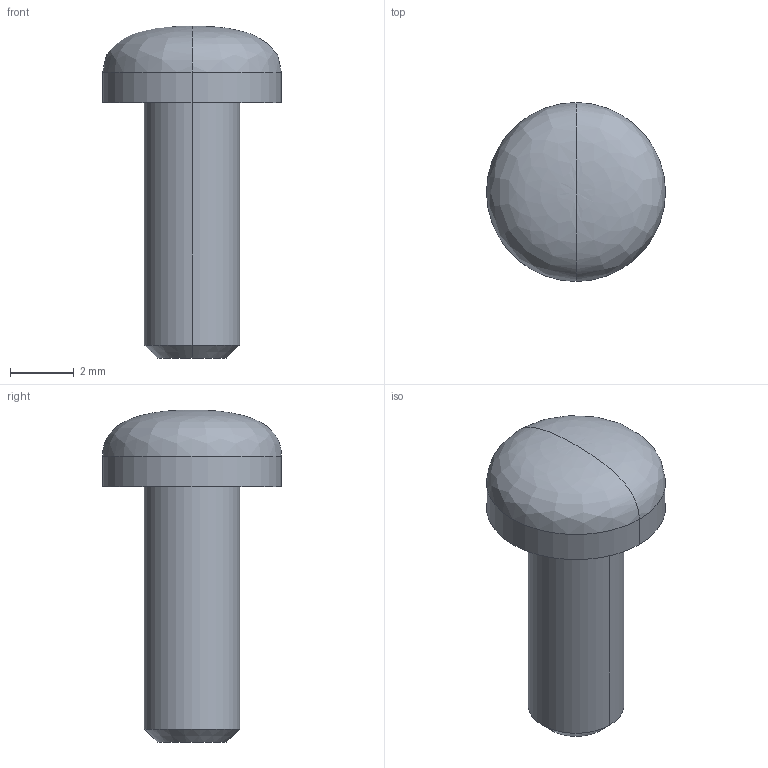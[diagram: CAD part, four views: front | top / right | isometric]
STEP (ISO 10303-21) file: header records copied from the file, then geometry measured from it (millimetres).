
FILE_DESCRIPTION((''),'2;1');
FILE_NAME('DELTA_PT-30-8','2011-01-05T',('Michael'),('EPFL'),'PRO/ENGINEER BY PARAMETRIC TECHNOLOGY CORPORATION, 2008490','PRO/ENGINEER BY PARAMETRIC TECHNOLOGY CORPORATION, 2008490','');
FILE_SCHEMA(('AUTOMOTIVE_DESIGN_CC06 { 1 0 10303 214 -2 1 8 1 }'));
Length unit declared in the file: millimetre
Products named in the file (1): DELTA_PT-30-8
Bounding box: 5.61 x 5.61 x 10.41 mm (x, y, z)
Volume: 105.9 mm3; surface area: 151.2 mm2
Topology: 1 solids, 1 shells, 10 faces, 20 edges, 11 vertices
Faces by surface type: cylinder 4, plane 2, cone 2, revolution 2
Entity records: 296 total; most frequent: CARTESIAN_POINT 77, DIRECTION 46, ORIENTED_EDGE 36, AXIS2_PLACEMENT_3D 19, EDGE_CURVE 18, VERTEX_POINT 11, EDGE_LOOP 11, FACE_OUTER_BOUND 10
